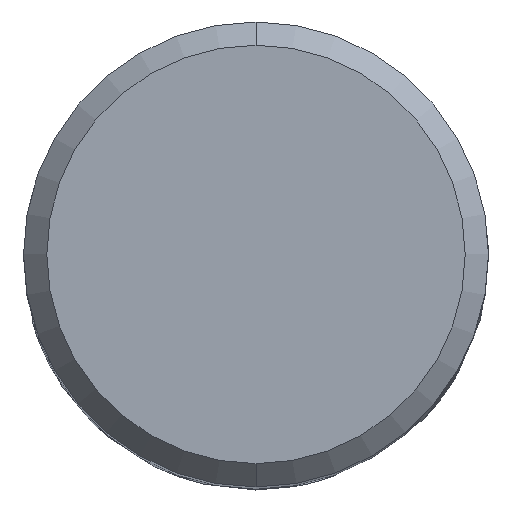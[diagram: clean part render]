
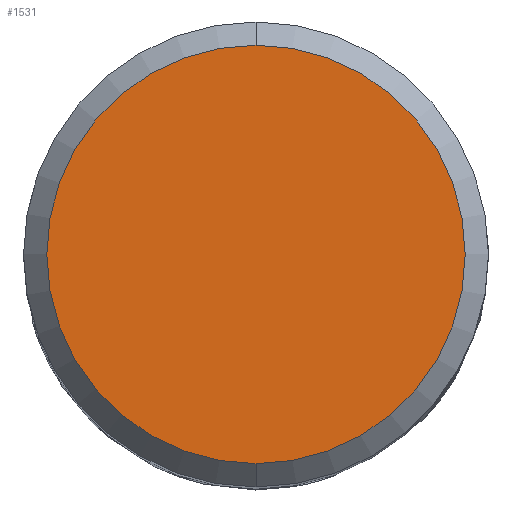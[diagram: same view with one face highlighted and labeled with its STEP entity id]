
A CAD part, top view. The second image highlights one B-rep face of the part: STEP entity #1531.
In plain terms, the highlighted planar face has unit normal (0, 0, 1).
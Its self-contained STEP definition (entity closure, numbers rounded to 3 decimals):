
#803=VERTEX_POINT('',#1857);
#937=VERTEX_POINT('',#2009);
#1045=EDGE_CURVE('',#803,#937,#2127,.T.);
#1143=EDGE_CURVE('',#937,#803,#2231,.T.);
#1531=ADVANCED_FACE('',(#2649),#2650,.T.);
#1857=CARTESIAN_POINT('',(0.,-9.0,0.0));
#2009=CARTESIAN_POINT('',(0.0,9.0,0.0));
#2127=CIRCLE('',#5851,9.0);
#2231=CIRCLE('',#6458,9.0);
#2649=FACE_OUTER_BOUND('',#8094,.T.);
#2650=PLANE('',#8095);
#5851=AXIS2_PLACEMENT_3D('',#9092,#9093,#9094);
#6458=AXIS2_PLACEMENT_3D('',#9173,#9174,#9175);
#8094=EDGE_LOOP('',(#9612,#9613));
#8095=AXIS2_PLACEMENT_3D('',#9614,#9615,#9616);
#9092=CARTESIAN_POINT('',(0.0,0.0,0.0));
#9093=DIRECTION('',(0.0,0.0,-1.0));
#9094=DIRECTION('',(0.0,1.0,0.0));
#9173=CARTESIAN_POINT('',(0.0,0.0,0.0));
#9174=DIRECTION('',(0.0,0.0,-1.0));
#9175=DIRECTION('',(0.0,1.0,0.0));
#9612=ORIENTED_EDGE('',*,*,#1143,.F.);
#9613=ORIENTED_EDGE('',*,*,#1045,.F.);
#9614=CARTESIAN_POINT('',(0.0,4.5,0.0));
#9615=DIRECTION('',(-0.0,0.0,1.0));
#9616=DIRECTION('',(0.0,-1.0,0.0));
